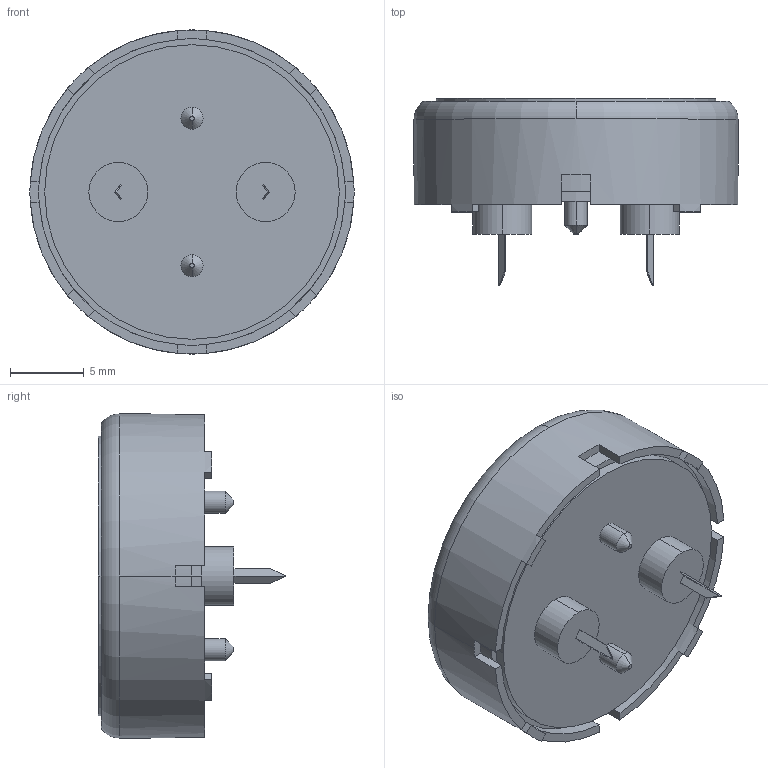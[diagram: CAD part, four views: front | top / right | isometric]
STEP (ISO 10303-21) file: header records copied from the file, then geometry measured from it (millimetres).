
FILE_DESCRIPTION(('FreeCAD Model'),'2;1');
FILE_NAME('CUI_DEVICES_CPT-2207-84T_colored.step','2021-02-09T21:18:59',('Author'),(''), 'Open CASCADE STEP processor 7.3','FreeCAD','Unknown');
FILE_SCHEMA(('AUTOMOTIVE_DESIGN { 1 0 10303 214 1 1 1 1 }'));
Length unit declared in the file: millimetre
Products named in the file (1): CUI_DEVICES_CPT-2207-84T
Bounding box: 22 x 12.7 x 22 mm (x, y, z)
Volume: 2619.7 mm3; surface area: 1696.5 mm2
Topology: 1 solids, 1 shells, 180 faces, 403 edges, 264 vertices
Faces by surface type: plane 89, cylinder 85, cone 4, torus 2
Entity records: 6353 total; most frequent: DIRECTION 969, CARTESIAN_POINT 848, ORIENTED_EDGE 806, EDGE_CURVE 403, AXIS2_PLACEMENT_3D 385, VERTEX_POINT 264, FACE_BOUND 219, EDGE_LOOP 219
